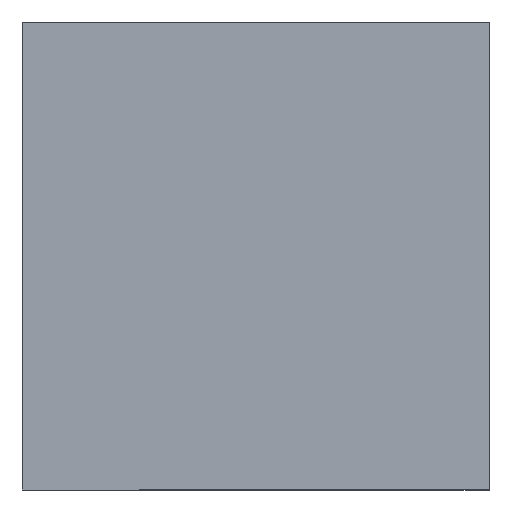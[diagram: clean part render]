
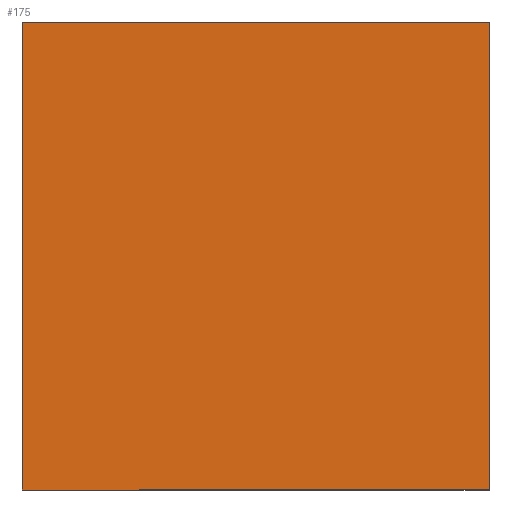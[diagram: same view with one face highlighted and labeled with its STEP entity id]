
A CAD part, front view. The second image highlights one B-rep face of the part: STEP entity #175.
In plain terms, the highlighted planar face has unit normal (0, -1, 0).
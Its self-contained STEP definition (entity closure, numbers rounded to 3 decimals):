
#175=ADVANCED_FACE('',(#448),#449,.T.);
#448=FACE_OUTER_BOUND('',#783,.T.);
#449=PLANE('',#784);
#783=EDGE_LOOP('',(#1800,#1801,#1802,#1803));
#784=AXIS2_PLACEMENT_3D('',#1804,#1805,#1806);
#1800=ORIENTED_EDGE('',*,*,#2541,.T.);
#1801=ORIENTED_EDGE('',*,*,#2539,.T.);
#1802=ORIENTED_EDGE('',*,*,#2542,.T.);
#1803=ORIENTED_EDGE('',*,*,#2528,.F.);
#1804=CARTESIAN_POINT('',(0.,-60.5,-1.0));
#1805=DIRECTION('',(0.,-1.0,0.0));
#1806=DIRECTION('',(1.0,0.,0.0));
#2528=EDGE_CURVE('',#3157,#3159,#3160,.T.);
#2539=EDGE_CURVE('',#3175,#3173,#3176,.T.);
#2541=EDGE_CURVE('',#3157,#3175,#3178,.T.);
#2542=EDGE_CURVE('',#3173,#3159,#3179,.T.);
#3157=VERTEX_POINT('',#4383);
#3159=VERTEX_POINT('',#4386);
#3160=LINE('',#4387,#4388);
#3173=VERTEX_POINT('',#4410);
#3175=VERTEX_POINT('',#4413);
#3176=LINE('',#4414,#4415);
#3178=LINE('',#4418,#4419);
#3179=LINE('',#4420,#4421);
#4383=CARTESIAN_POINT('',(-15.0,-60.5,0.));
#4386=CARTESIAN_POINT('',(-15.0,-60.5,30.0));
#4387=CARTESIAN_POINT('',(-15.0,-60.5,-1.0));
#4388=VECTOR('',#5064,1.0);
#4410=CARTESIAN_POINT('',(15.0,-60.5,30.0));
#4413=CARTESIAN_POINT('',(15.0,-60.5,0.));
#4414=CARTESIAN_POINT('',(15.0,-60.5,-1.0));
#4415=VECTOR('',#5075,1.0);
#4418=CARTESIAN_POINT('',(-8.,-60.5,0.));
#4419=VECTOR('',#5077,1.0);
#4420=CARTESIAN_POINT('',(-8.,-60.5,30.0));
#4421=VECTOR('',#5078,1.0);
#5064=DIRECTION('',(0.0,0.0,1.0));
#5075=DIRECTION('',(0.0,0.0,1.0));
#5077=DIRECTION('',(1.0,0.,0.));
#5078=DIRECTION('',(-1.0,0.,0.));
